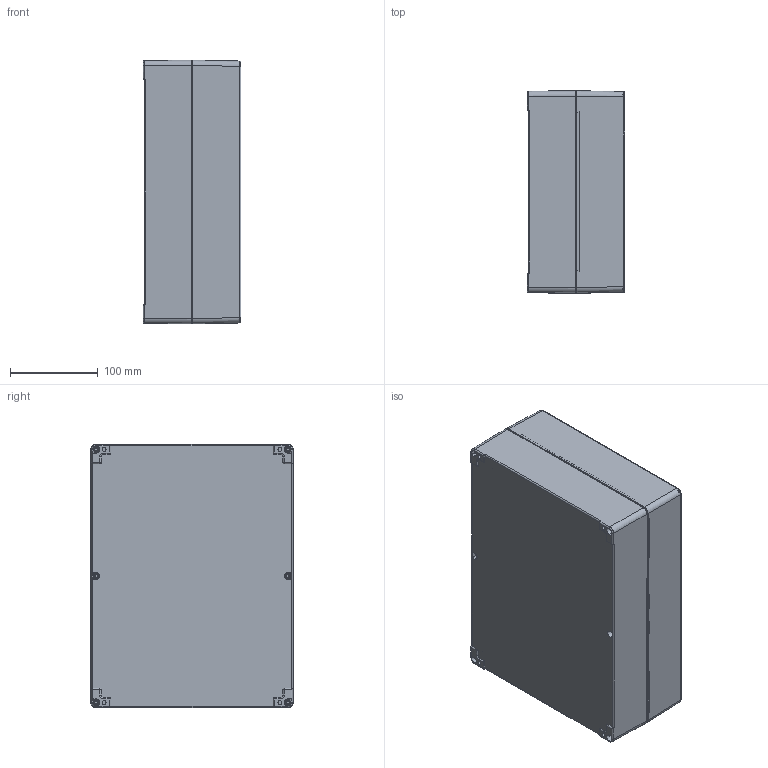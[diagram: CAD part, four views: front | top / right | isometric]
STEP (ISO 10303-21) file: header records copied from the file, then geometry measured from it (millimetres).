
FILE_DESCRIPTION(/* description */ ('ABS-Gehäuse'),/* implementation_level */ '2;1');
FILE_NAME(/* name */ '01302311010-RST.stp',/* time_stamp */ '2021-09-02T13:54:14+02:00',/* author */ ('sl'),/* organization */ (''),/* preprocessor_version */ 'ST-DEVELOPER v16.5',/* originating_system */ 'Autodesk Inventor 2017',/* authorisation */ '');
FILE_SCHEMA (('AUTOMOTIVE_DESIGN { 1 0 10303 214 3 1 1 }'));
Length unit declared in the file: millimetre
Products named in the file (4): 01_302311_010; Deckel-ABS-Gehäuse-35-BT-0002-01_302311_010; UT-ABS-Gehäuse-35-BT-0001-01_302311_010; Schraube-M4x62x10
Assembly tree (8 placements, depth 2):
  01_302311_010
    Deckel-ABS-Gehäuse-35-BT-0002-01_302311_010
    UT-ABS-Gehäuse-35-BT-0001-01_302311_010
    Schraube-M4x62x10  x6
Bounding box: 111.5 x 230 x 300 mm (x, y, z)
Volume: 920183 mm3; surface area: 530254.2 mm2
Topology: 8 solids, 8 shells, 904 faces, 2304 edges, 1447 vertices
Faces by surface type: plane 397, cylinder 180, cone 125, torus 100, bspline 82, sphere 20
Full cylindrical faces by diameter (mm): 2.87 x6, 4 x6, 4.5 x6, 7 x6, 7.4 x6
Entity records: 27408 total; most frequent: CARTESIAN_POINT 9323, DIRECTION 3768, ORIENTED_EDGE 3638, EDGE_CURVE 1819, AXIS2_PLACEMENT_3D 1402, VERTEX_POINT 1200, LINE 964, VECTOR 964
